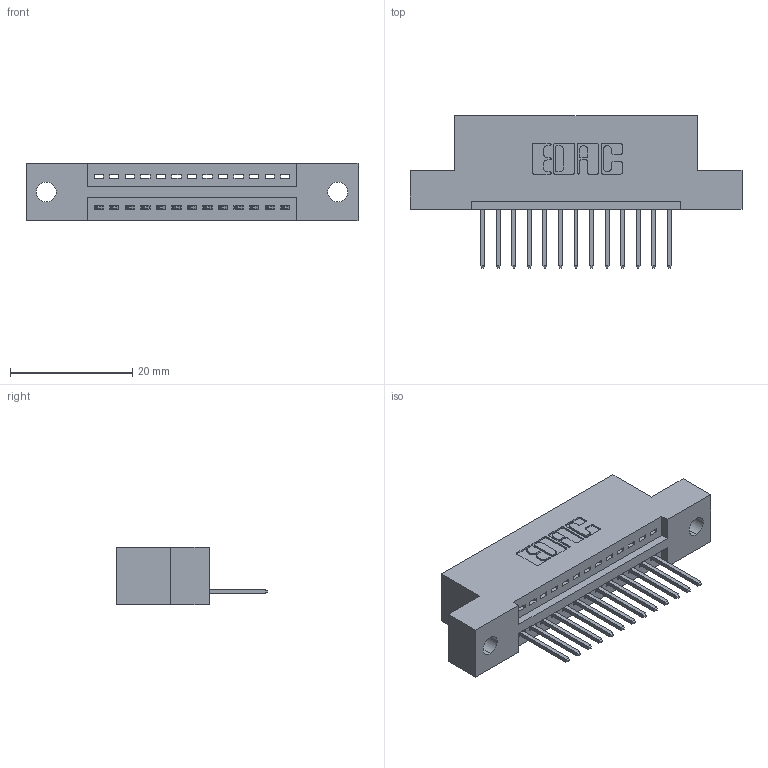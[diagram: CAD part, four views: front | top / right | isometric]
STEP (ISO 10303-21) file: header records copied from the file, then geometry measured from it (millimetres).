
FILE_DESCRIPTION (( 'STEP AP203' ), '1' );
FILE_NAME ('345-013-523-102.STEP', '2019-10-04T03:23:53', ( '' ), ( '' ), 'SwSTEP 2.0', 'SolidWorks 2016', '' );
FILE_SCHEMA (( 'CONFIG_CONTROL_DESIGN' ));
Length unit declared in the file: inch
Products named in the file (3): 345 Part_Flush Mounting Lugs - 0.128 Dia; 345-013-523-102; 345-292-001_345-293-123
Assembly tree (14 placements, depth 2):
  345-013-523-102
    345 Part_Flush Mounting Lugs - 0.128 Dia
    345-292-001_345-293-123  x13
Bounding box: 54.23 x 24.82 x 9.4 mm (x, y, z)
Volume: 4871.5 mm3; surface area: 5822.2 mm2
Topology: 14 solids, 14 shells, 880 faces, 2629 edges, 1734 vertices
Faces by surface type: plane 600, cylinder 280
Entity records: 13709 total; most frequent: CARTESIAN_POINT 2383, ORIENTED_EDGE 2330, DIRECTION 2123, EDGE_CURVE 1165, VECTOR 981, LINE 981, VERTEX_POINT 774, AXIS2_PLACEMENT_3D 571
